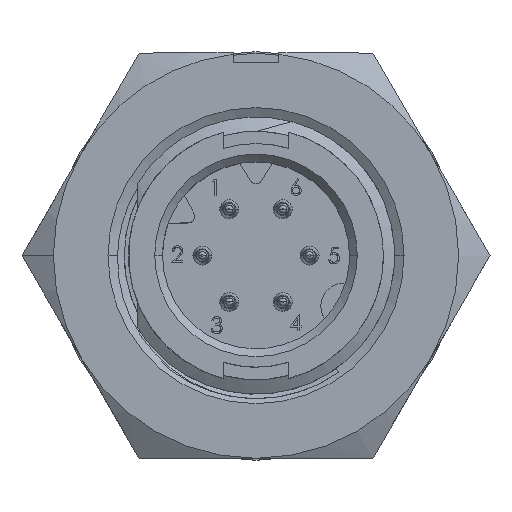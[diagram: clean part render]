
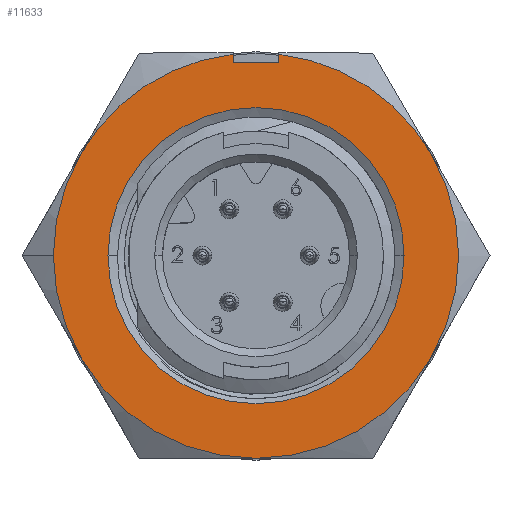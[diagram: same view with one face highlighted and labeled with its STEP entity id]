
A CAD part, top view. The second image highlights one B-rep face of the part: STEP entity #11633.
In plain terms, the highlighted planar face has unit normal (0, 0, 1).
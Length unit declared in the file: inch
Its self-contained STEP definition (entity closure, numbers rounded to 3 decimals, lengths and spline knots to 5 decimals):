
#53 = DIRECTION ( 'NONE',  ( -1., 0., 0. ) ) ;
#660 = VERTEX_POINT ( 'NONE', #9146 ) ;
#685 = CARTESIAN_POINT ( 'NONE',  ( 0., 0., 0.3611 ) ) ;
#866 = ORIENTED_EDGE ( 'NONE', *, *, #20313, .F. ) ;
#1364 = DIRECTION ( 'NONE',  ( -1., 0., 0. ) ) ;
#1393 = CIRCLE ( 'NONE', #22417, 0.31 ) ;
#1520 = PLANE ( 'NONE',  #6359 ) ;
#1792 = CIRCLE ( 'NONE', #16082, 0.31 ) ;
#2309 = AXIS2_PLACEMENT_3D ( 'NONE', #5565, #18485, #7437 ) ;
#2453 = CARTESIAN_POINT ( 'NONE',  ( -0.035, 0.35188, 0.3611 ) ) ;
#2529 = DIRECTION ( 'NONE',  ( -1., 0., 0. ) ) ;
#2867 = ORIENTED_EDGE ( 'NONE', *, *, #15752, .F. ) ;
#2903 = CARTESIAN_POINT ( 'NONE',  ( -0.035, 0.295, 0.3611 ) ) ;
#3369 = DIRECTION ( 'NONE',  ( -1., 0., 0. ) ) ;
#3376 = EDGE_CURVE ( 'NONE', #4654, #6280, #11114, .T. ) ;
#3443 = EDGE_LOOP ( 'NONE', ( #4021, #5361 ) ) ;
#3450 = CIRCLE ( 'NONE', #3544, 0.31 ) ;
#3544 = AXIS2_PLACEMENT_3D ( 'NONE', #3773, #16699, #5635 ) ;
#3697 = CARTESIAN_POINT ( 'NONE',  ( 0.2265, 0., 0.3611 ) ) ;
#3763 = VERTEX_POINT ( 'NONE', #18933 ) ;
#3773 = CARTESIAN_POINT ( 'NONE',  ( 0., 0., 0.3611 ) ) ;
#3787 = EDGE_CURVE ( 'NONE', #11551, #22113, #7089, .T. ) ;
#3908 = CARTESIAN_POINT ( 'NONE',  ( 0., 0., 0.3611 ) ) ;
#3954 = ORIENTED_EDGE ( 'NONE', *, *, #10036, .F. ) ;
#4021 = ORIENTED_EDGE ( 'NONE', *, *, #22334, .T. ) ;
#4260 = FACE_OUTER_BOUND ( 'NONE', #13643, .T. ) ;
#4556 = DIRECTION ( 'NONE',  ( 0., -1., 0. ) ) ;
#4654 = VERTEX_POINT ( 'NONE', #15226 ) ;
#4723 = CIRCLE ( 'NONE', #2309, 0.31 ) ;
#5044 = DIRECTION ( 'NONE',  ( 0., 0., -1. ) ) ;
#5202 = DIRECTION ( 'NONE',  ( 0., 0., -1. ) ) ;
#5361 = ORIENTED_EDGE ( 'NONE', *, *, #12898, .T. ) ;
#5565 = CARTESIAN_POINT ( 'NONE',  ( 0., 0., 0.3611 ) ) ;
#5635 = DIRECTION ( 'NONE',  ( -1., 0., 0. ) ) ;
#5777 = VECTOR ( 'NONE', #6948, 39.37008 ) ;
#5779 = CARTESIAN_POINT ( 'NONE',  ( -0.035, 0.30802, 0.3611 ) ) ;
#5786 = DIRECTION ( 'NONE',  ( -1., 0., 0. ) ) ;
#6042 = AXIS2_PLACEMENT_3D ( 'NONE', #22168, #11118, #53 ) ;
#6280 = VERTEX_POINT ( 'NONE', #18238 ) ;
#6359 = AXIS2_PLACEMENT_3D ( 'NONE', #7043, #14493, #3369 ) ;
#6623 = CARTESIAN_POINT ( 'NONE',  ( 0., 0., 0.3611 ) ) ;
#6948 = DIRECTION ( 'NONE',  ( 0., 1., 0. ) ) ;
#7043 = CARTESIAN_POINT ( 'NONE',  ( 0., -0.62, 0.3611 ) ) ;
#7089 = LINE ( 'NONE', #16616, #21777 ) ;
#7249 = EDGE_CURVE ( 'NONE', #18481, #3763, #1792, .T. ) ;
#7423 = CIRCLE ( 'NONE', #21489, 0.2265 ) ;
#7437 = DIRECTION ( 'NONE',  ( -1., 0., 0. ) ) ;
#7722 = ORIENTED_EDGE ( 'NONE', *, *, #8491, .F. ) ;
#8474 = DIRECTION ( 'NONE',  ( -1., 0., 0. ) ) ;
#8491 = EDGE_CURVE ( 'NONE', #6280, #16785, #3450, .T. ) ;
#8581 = CIRCLE ( 'NONE', #10854, 0.31 ) ;
#9146 = CARTESIAN_POINT ( 'NONE',  ( 0., -0.31, 0.3611 ) ) ;
#9147 = EDGE_CURVE ( 'NONE', #22113, #14879, #15614, .T. ) ;
#10036 = EDGE_CURVE ( 'NONE', #660, #13681, #1393, .T. ) ;
#10813 = CARTESIAN_POINT ( 'NONE',  ( 0.035, 0.30802, 0.3611 ) ) ;
#10854 = AXIS2_PLACEMENT_3D ( 'NONE', #6623, #19532, #8474 ) ;
#11114 = CIRCLE ( 'NONE', #23122, 0.31 ) ;
#11118 = DIRECTION ( 'NONE',  ( 0., 0., -1. ) ) ;
#11255 = CARTESIAN_POINT ( 'NONE',  ( -0.26847, -0.155, 0.3611 ) ) ;
#11407 = CIRCLE ( 'NONE', #14375, 0.31 ) ;
#11475 = ORIENTED_EDGE ( 'NONE', *, *, #9147, .F. ) ;
#11551 = VERTEX_POINT ( 'NONE', #2903 ) ;
#11633 = ADVANCED_FACE ( 'NONE', ( #23855, #4260 ), #1520, .F. ) ;
#11700 = LINE ( 'NONE', #2453, #15481 ) ;
#11810 = VERTEX_POINT ( 'NONE', #3697 ) ;
#11938 = CARTESIAN_POINT ( 'NONE',  ( -0.2265, 0., 0.3611 ) ) ;
#12018 = VERTEX_POINT ( 'NONE', #11938 ) ;
#12450 = DIRECTION ( 'NONE',  ( 0., 0., -1. ) ) ;
#12470 = ORIENTED_EDGE ( 'NONE', *, *, #7249, .F. ) ;
#12898 = EDGE_CURVE ( 'NONE', #12018, #11810, #7423, .T. ) ;
#13635 = DIRECTION ( 'NONE',  ( 0., 0., -1. ) ) ;
#13643 = EDGE_LOOP ( 'NONE', ( #2867, #11475, #19972, #866, #7722, #21070, #19853, #3954, #21141, #12470 ) ) ;
#13681 = VERTEX_POINT ( 'NONE', #11255 ) ;
#14304 = CARTESIAN_POINT ( 'NONE',  ( 0.035, 0.35188, 0.3611 ) ) ;
#14375 = AXIS2_PLACEMENT_3D ( 'NONE', #685, #13635, #2529 ) ;
#14493 = DIRECTION ( 'NONE',  ( 0., 0., -1. ) ) ;
#14879 = VERTEX_POINT ( 'NONE', #10813 ) ;
#15226 = CARTESIAN_POINT ( 'NONE',  ( -0.31, 0., 0.3611 ) ) ;
#15481 = VECTOR ( 'NONE', #4556, 39.37008 ) ;
#15614 = LINE ( 'NONE', #14304, #5777 ) ;
#15752 = EDGE_CURVE ( 'NONE', #14879, #18481, #8581, .T. ) ;
#16082 = AXIS2_PLACEMENT_3D ( 'NONE', #16126, #5044, #17974 ) ;
#16126 = CARTESIAN_POINT ( 'NONE',  ( 0., 0., 0.3611 ) ) ;
#16276 = CARTESIAN_POINT ( 'NONE',  ( 0., 0., 0.3611 ) ) ;
#16616 = CARTESIAN_POINT ( 'NONE',  ( -0.035, 0.295, 0.3611 ) ) ;
#16699 = DIRECTION ( 'NONE',  ( 0., 0., -1. ) ) ;
#16785 = VERTEX_POINT ( 'NONE', #5779 ) ;
#16837 = DIRECTION ( 'NONE',  ( 0., 0., -1. ) ) ;
#17601 = CARTESIAN_POINT ( 'NONE',  ( 0.035, 0.295, 0.3611 ) ) ;
#17974 = DIRECTION ( 'NONE',  ( -1., 0., 0. ) ) ;
#18125 = DIRECTION ( 'NONE',  ( -1., 0., 0. ) ) ;
#18238 = CARTESIAN_POINT ( 'NONE',  ( -0.26847, 0.155, 0.3611 ) ) ;
#18481 = VERTEX_POINT ( 'NONE', #20878 ) ;
#18485 = DIRECTION ( 'NONE',  ( 0., 0., -1. ) ) ;
#18933 = CARTESIAN_POINT ( 'NONE',  ( 0.26847, -0.155, 0.3611 ) ) ;
#19532 = DIRECTION ( 'NONE',  ( 0., 0., -1. ) ) ;
#19853 = ORIENTED_EDGE ( 'NONE', *, *, #22332, .F. ) ;
#19972 = ORIENTED_EDGE ( 'NONE', *, *, #3787, .F. ) ;
#20313 = EDGE_CURVE ( 'NONE', #16785, #11551, #11700, .T. ) ;
#20878 = CARTESIAN_POINT ( 'NONE',  ( 0.26847, 0.155, 0.3611 ) ) ;
#21070 = ORIENTED_EDGE ( 'NONE', *, *, #3376, .F. ) ;
#21141 = ORIENTED_EDGE ( 'NONE', *, *, #21262, .F. ) ;
#21262 = EDGE_CURVE ( 'NONE', #3763, #660, #11407, .T. ) ;
#21489 = AXIS2_PLACEMENT_3D ( 'NONE', #23465, #12450, #1364 ) ;
#21777 = VECTOR ( 'NONE', #23921, 39.37008 ) ;
#22113 = VERTEX_POINT ( 'NONE', #17601 ) ;
#22168 = CARTESIAN_POINT ( 'NONE',  ( 0., 0., 0.3611 ) ) ;
#22332 = EDGE_CURVE ( 'NONE', #13681, #4654, #4723, .T. ) ;
#22334 = EDGE_CURVE ( 'NONE', #11810, #12018, #23765, .T. ) ;
#22417 = AXIS2_PLACEMENT_3D ( 'NONE', #3908, #16837, #5786 ) ;
#23122 = AXIS2_PLACEMENT_3D ( 'NONE', #16276, #5202, #18125 ) ;
#23465 = CARTESIAN_POINT ( 'NONE',  ( 0., 0., 0.3611 ) ) ;
#23765 = CIRCLE ( 'NONE', #6042, 0.2265 ) ;
#23855 = FACE_BOUND ( 'NONE', #3443, .T. ) ;
#23921 = DIRECTION ( 'NONE',  ( 1., 0., 0. ) ) ;
